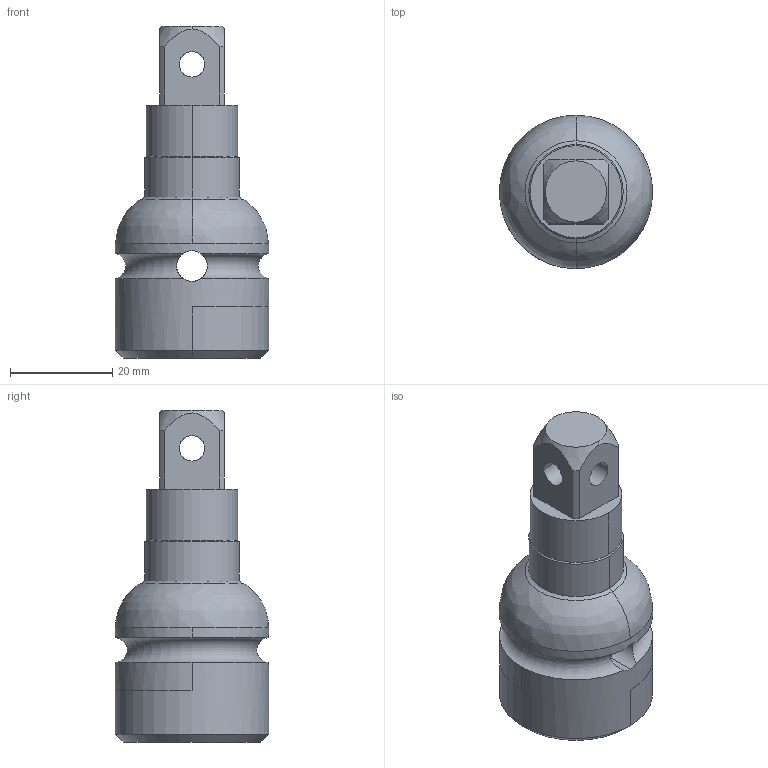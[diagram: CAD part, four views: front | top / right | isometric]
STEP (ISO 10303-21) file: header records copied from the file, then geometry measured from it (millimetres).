
FILE_DESCRIPTION((''),'2;1');
FILE_NAME('4027045110','2023-08-10T12:49:52',('a00528554'),(''),'CREO PARAMETRIC BY PTC INC, 2022414','CREO PARAMETRIC BY PTC INC, 2022414','');
FILE_SCHEMA(('CONFIG_CONTROL_DESIGN','GEOMETRIC_VALIDATION_PROPERTIES_MIM'));
Length unit declared in the file: millimetre
Products named in the file (1): 4027045110
Bounding box: 30 x 30 x 65 mm (x, y, z)
Volume: 21823.9 mm3; surface area: 7428.1 mm2
Topology: 1 solids, 1 shells, 63 faces, 177 edges, 114 vertices
Faces by surface type: cylinder 32, cone 15, plane 12, torus 2, bspline 2
Entity records: 3118 total; most frequent: CARTESIAN_POINT 756, ORIENTED_EDGE 354, DIRECTION 334, PRESENTATION_STYLE_ASSIGNMENT 184, STYLED_ITEM 178, CURVE_STYLE 177, EDGE_CURVE 177, AXIS2_PLACEMENT_3D 132
